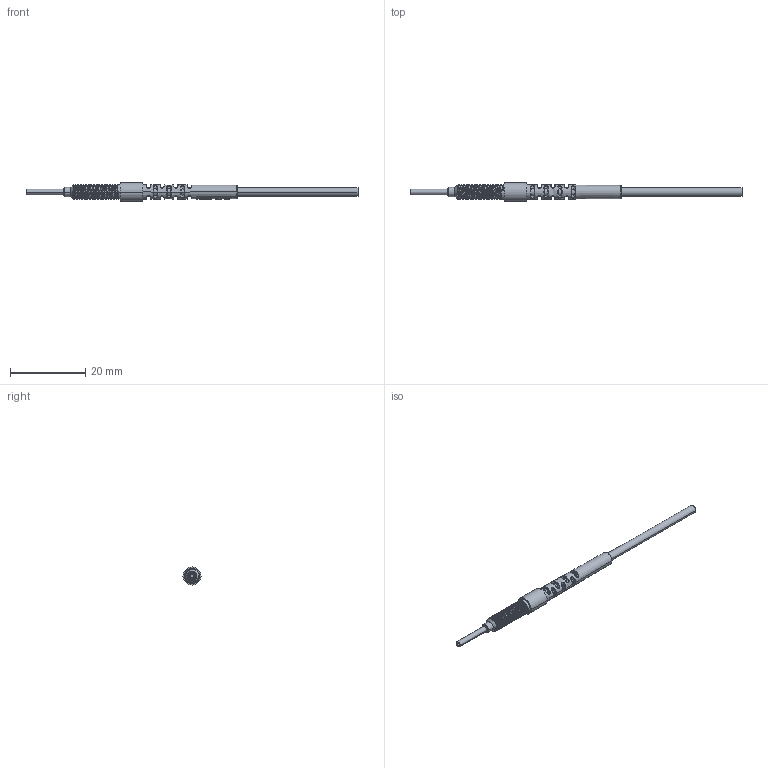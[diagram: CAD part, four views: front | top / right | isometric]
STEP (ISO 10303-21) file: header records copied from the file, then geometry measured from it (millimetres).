
FILE_DESCRIPTION((''),'2;1');
FILE_NAME('PT4Y10-I_ASM','2020-06-09T11:17:26',('Administrator'),(''),'CREO PARAMETRIC BY PTC INC, 2018400','CREO PARAMETRIC BY PTC INC, 2018400','');
FILE_SCHEMA(('AUTOMOTIVE_DESIGN { 1 0 10303 214 1 1 1 1 }'));
Length unit declared in the file: millimetre
Products named in the file (6): BOJKE-M4_____; 10XIAN_____; PTM3M4-22______; 10-4MMHT______ASM; 9-5____; PT4Y10-I_ASM
Assembly tree (5 placements, depth 3):
  PT4Y10-I_ASM
    BOJKE-M4_____
    10-4MMHT______ASM
      10XIAN_____
      PTM3M4-22______
    9-5____
Bounding box: 88 x 4.8 x 4.8 mm (x, y, z)
Volume: 564.5 mm3; surface area: 1560.5 mm2
Topology: 4 solids, 4 shells, 257 faces, 653 edges, 416 vertices
Faces by surface type: bspline 89, cylinder 63, plane 55, torus 32, cone 18
Entity records: 19815 total; most frequent: CARTESIAN_POINT 12566, ORIENTED_EDGE 1306, DIRECTION 920, EDGE_CURVE 653, PRESENTATION_STYLE_ASSIGNMENT 459, STYLED_ITEM 459, CURVE_STYLE 454, VERTEX_POINT 416
